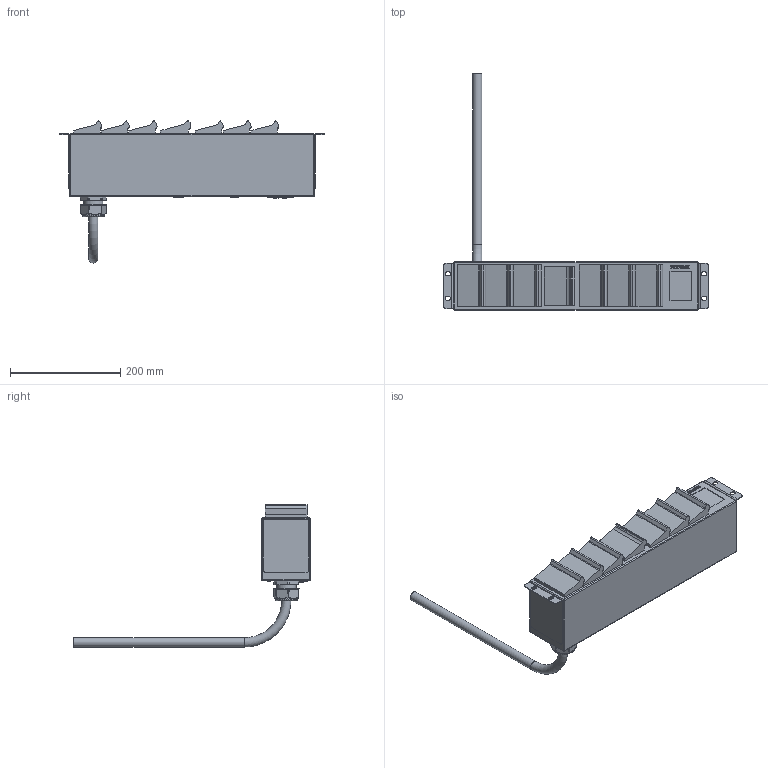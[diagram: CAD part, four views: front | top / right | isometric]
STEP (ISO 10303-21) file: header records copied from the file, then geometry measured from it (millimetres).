
FILE_DESCRIPTION (( 'STEP AP203' ), '1' );
FILE_NAME ('STEP 2U.STEP', '2024-01-30T19:55:04', ( '' ), ( '' ), 'SwSTEP 2.0', 'SolidWorks 2023', '' );
FILE_SCHEMA (( 'CONFIG_CONTROL_DESIGN' ));
Length unit declared in the file: millimetre
Products named in the file (16): RJ 11 16.5_Predeterminado; CORDLOK STEP FILE_2; SI-46014-F; PDU_whip_cord_10-3, 3Ft; CHASSIS; PDU_Carrier_Data_Assy_DT4; PDU_data_ribbon_cable; RDC29NR; PDU_Whip_Assy_06A03; 93070A061_M3x6mm_LOW-PROFILE SOCKET HEAD CAP SCREW_93070A061; PDU_data_jumper; STEP 2U; PDU_RJ45_PCB_Assy_PCB _RJ11; 2U, CHASSIS BODY, MOUNTING EAR_STEP FILE; Sensata Airpax LEGBX66 Breaker; CORDLOK STEP FILE
Assembly tree (28 placements, depth 4):
  PDU_data_ribbon_cable
  PDU_data_jumper
  STEP 2U
    2U, CHASSIS BODY, MOUNTING EAR_STEP FILE  x2
    PDU_Whip_Assy_06A03
      PDU_whip_cord_10-3, 3Ft
    PDU_Carrier_Data_Assy_DT4
      PDU_RJ45_PCB_Assy_PCB _RJ11
        SI-46014-F  x2
        RJ 11 16.5_Predeterminado
    Sensata Airpax LEGBX66 Breaker  x2
    93070A061_M3x6mm_LOW-PROFILE SOCKET HEAD CAP SCREW_93070A061  x8
    RDC29NR
    CHASSIS
    CORDLOK STEP FILE
    CORDLOK STEP FILE_2  x6
Bounding box: 480.98 x 427.87 x 257.26 mm (x, y, z)
Volume: 5159436.6 mm3; surface area: 421224.5 mm2
Topology: 53 solids, 53 shells, 1767 faces, 4206 edges, 2541 vertices
Faces by surface type: plane 931, cylinder 407, bspline 150, torus 104, sphere 104, cone 71
Full cylindrical faces by diameter (mm): 3 x8, 3.505 x8, 5.5 x8, 11.176 x8, 16.764 x2, 19.8 x1, 25.5 x1, 26 x1, 32.639 x1, 32.839 x1, 35.2 x1, 35.4 x1, 37.7 x1, 40.5 x1, 46.2 x1, 47.5 x1
Entity records: 37793 total; most frequent: CARTESIAN_POINT 10611, ORIENTED_EDGE 5226, DIRECTION 5111, EDGE_CURVE 2613, AXIS2_PLACEMENT_3D 1756, VERTEX_POINT 1644, VECTOR 1599, LINE 1599
